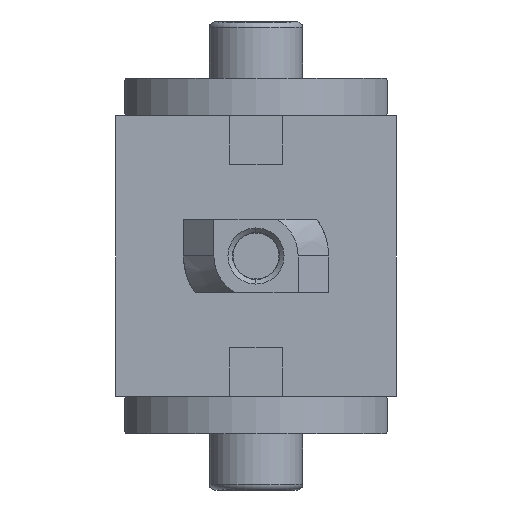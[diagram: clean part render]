
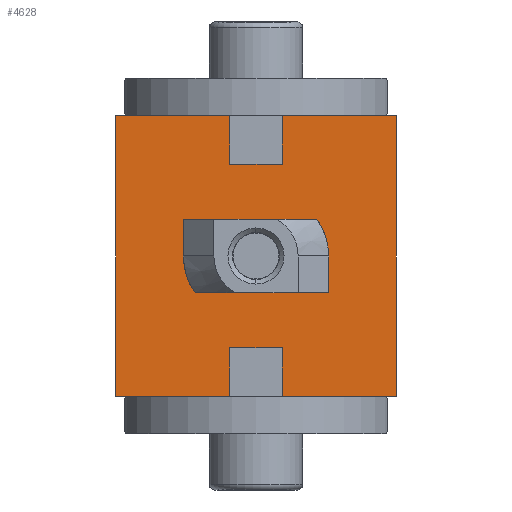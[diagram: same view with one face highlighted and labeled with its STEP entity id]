
A CAD part, front view. The second image highlights one B-rep face of the part: STEP entity #4628.
In plain terms, the highlighted planar face has unit normal (0, -1, 0).
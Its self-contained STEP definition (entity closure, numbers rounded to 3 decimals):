
#27 = ORIENTED_EDGE ( 'NONE', *, *, #2715, .F. ) ;
#74 = CARTESIAN_POINT ( 'NONE',  ( -2.8, -7.5, 5.2 ) ) ;
#76 = EDGE_CURVE ( 'NONE', #4807, #449, #1707, .T. ) ;
#92 = ORIENTED_EDGE ( 'NONE', *, *, #424, .F. ) ;
#203 = DIRECTION ( 'NONE',  ( 0., 0., -1. ) ) ;
#272 = VERTEX_POINT ( 'NONE', #1794 ) ;
#285 = VERTEX_POINT ( 'NONE', #4320 ) ;
#305 = VECTOR ( 'NONE', #3043, 1000. ) ;
#424 = EDGE_CURVE ( 'NONE', #2840, #3931, #4184, .T. ) ;
#439 = CARTESIAN_POINT ( 'NONE',  ( 15., -7.5, 30. ) ) ;
#449 = VERTEX_POINT ( 'NONE', #4809 ) ;
#451 = ORIENTED_EDGE ( 'NONE', *, *, #3109, .T. ) ;
#457 = EDGE_LOOP ( 'NONE', ( #92, #3206 ) ) ;
#470 = CARTESIAN_POINT ( 'NONE',  ( -15., -7.5, 30. ) ) ;
#491 = ORIENTED_EDGE ( 'NONE', *, *, #4329, .F. ) ;
#500 = DIRECTION ( 'NONE',  ( 1., 0., 0. ) ) ;
#535 = VERTEX_POINT ( 'NONE', #2711 ) ;
#608 = CARTESIAN_POINT ( 'NONE',  ( 0., -7.5, 18.325 ) ) ;
#697 = LINE ( 'NONE', #4264, #4582 ) ;
#737 = PLANE ( 'NONE',  #3938 ) ;
#797 = CARTESIAN_POINT ( 'NONE',  ( -2.8, -7.5, 24.8 ) ) ;
#833 = CARTESIAN_POINT ( 'NONE',  ( 0., -7.5, 15. ) ) ;
#836 = LINE ( 'NONE', #74, #5129 ) ;
#949 = CARTESIAN_POINT ( 'NONE',  ( -15., -7.5, 30. ) ) ;
#1008 = CARTESIAN_POINT ( 'NONE',  ( -15., -7.5, 0. ) ) ;
#1096 = VECTOR ( 'NONE', #4544, 1000. ) ;
#1143 = VERTEX_POINT ( 'NONE', #797 ) ;
#1165 = FACE_OUTER_BOUND ( 'NONE', #2999, .T. ) ;
#1250 = ORIENTED_EDGE ( 'NONE', *, *, #2796, .T. ) ;
#1271 = CARTESIAN_POINT ( 'NONE',  ( 2.8, -7.5, 24.8 ) ) ;
#1345 = EDGE_CURVE ( 'NONE', #1143, #4807, #4178, .T. ) ;
#1356 = VERTEX_POINT ( 'NONE', #3657 ) ;
#1367 = DIRECTION ( 'NONE',  ( 1., 0., 0. ) ) ;
#1448 = VECTOR ( 'NONE', #2213, 1000. ) ;
#1567 = LINE ( 'NONE', #4173, #4055 ) ;
#1633 = DIRECTION ( 'NONE',  ( 0., -1., 0. ) ) ;
#1693 = DIRECTION ( 'NONE',  ( 0., 0., -1. ) ) ;
#1705 = EDGE_CURVE ( 'NONE', #2967, #285, #4808, .T. ) ;
#1707 = LINE ( 'NONE', #1271, #305 ) ;
#1794 = CARTESIAN_POINT ( 'NONE',  ( -2.8, -7.5, 0. ) ) ;
#1807 = CARTESIAN_POINT ( 'NONE',  ( 2.8, -7.5, 24.8 ) ) ;
#1924 = VECTOR ( 'NONE', #3608, 1000. ) ;
#1951 = EDGE_CURVE ( 'NONE', #3307, #5306, #2192, .T. ) ;
#2192 = LINE ( 'NONE', #3894, #4515 ) ;
#2193 = EDGE_CURVE ( 'NONE', #3931, #2840, #5355, .T. ) ;
#2213 = DIRECTION ( 'NONE',  ( 0., 0., 1. ) ) ;
#2353 = AXIS2_PLACEMENT_3D ( 'NONE', #5650, #3466, #1693 ) ;
#2418 = CARTESIAN_POINT ( 'NONE',  ( -15., -7.5, 30. ) ) ;
#2563 = DIRECTION ( 'NONE',  ( 0., 0., 1. ) ) ;
#2579 = ORIENTED_EDGE ( 'NONE', *, *, #2903, .F. ) ;
#2604 = DIRECTION ( 'NONE',  ( 0., 0., -1. ) ) ;
#2711 = CARTESIAN_POINT ( 'NONE',  ( -15., -7.5, 0. ) ) ;
#2715 = EDGE_CURVE ( 'NONE', #449, #3503, #3578, .T. ) ;
#2758 = VECTOR ( 'NONE', #3765, 1000. ) ;
#2796 = EDGE_CURVE ( 'NONE', #535, #272, #4580, .T. ) ;
#2840 = VERTEX_POINT ( 'NONE', #3739 ) ;
#2903 = EDGE_CURVE ( 'NONE', #1356, #5692, #5119, .T. ) ;
#2967 = VERTEX_POINT ( 'NONE', #2418 ) ;
#2977 = ORIENTED_EDGE ( 'NONE', *, *, #4902, .F. ) ;
#2995 = CARTESIAN_POINT ( 'NONE',  ( -15., -7.5, 30. ) ) ;
#2999 = EDGE_LOOP ( 'NONE', ( #491, #2579, #2977, #3157, #5173, #27, #3492, #3305, #3229, #3212, #451, #1250 ) ) ;
#3039 = DIRECTION ( 'NONE',  ( 1., 0., 0. ) ) ;
#3043 = DIRECTION ( 'NONE',  ( 0., 0., 1. ) ) ;
#3109 = EDGE_CURVE ( 'NONE', #2967, #535, #3233, .T. ) ;
#3157 = ORIENTED_EDGE ( 'NONE', *, *, #1951, .T. ) ;
#3199 = CARTESIAN_POINT ( 'NONE',  ( -15., -7.5, 30. ) ) ;
#3206 = ORIENTED_EDGE ( 'NONE', *, *, #2193, .F. ) ;
#3212 = ORIENTED_EDGE ( 'NONE', *, *, #1705, .F. ) ;
#3229 = ORIENTED_EDGE ( 'NONE', *, *, #3292, .F. ) ;
#3233 = LINE ( 'NONE', #3199, #1096 ) ;
#3292 = EDGE_CURVE ( 'NONE', #285, #1143, #1567, .T. ) ;
#3305 = ORIENTED_EDGE ( 'NONE', *, *, #1345, .F. ) ;
#3307 = VERTEX_POINT ( 'NONE', #5110 ) ;
#3325 = VECTOR ( 'NONE', #1367, 1000. ) ;
#3465 = LINE ( 'NONE', #5501, #1448 ) ;
#3466 = DIRECTION ( 'NONE',  ( 0., -1., 0. ) ) ;
#3492 = ORIENTED_EDGE ( 'NONE', *, *, #76, .F. ) ;
#3503 = VERTEX_POINT ( 'NONE', #439 ) ;
#3561 = CARTESIAN_POINT ( 'NONE',  ( 15., -7.5, 0. ) ) ;
#3578 = LINE ( 'NONE', #949, #4596 ) ;
#3608 = DIRECTION ( 'NONE',  ( 1., 0., 0. ) ) ;
#3657 = CARTESIAN_POINT ( 'NONE',  ( 2.8, -7.5, 5.2 ) ) ;
#3739 = CARTESIAN_POINT ( 'NONE',  ( 0., -7.5, 11.675 ) ) ;
#3765 = DIRECTION ( 'NONE',  ( -1., 0., 0. ) ) ;
#3894 = CARTESIAN_POINT ( 'NONE',  ( -15., -7.5, 0. ) ) ;
#3931 = VERTEX_POINT ( 'NONE', #608 ) ;
#3938 = AXIS2_PLACEMENT_3D ( 'NONE', #2995, #5530, #2563 ) ;
#3968 = VECTOR ( 'NONE', #5069, 1000. ) ;
#4055 = VECTOR ( 'NONE', #203, 1000. ) ;
#4173 = CARTESIAN_POINT ( 'NONE',  ( -2.8, -7.5, 24.8 ) ) ;
#4178 = LINE ( 'NONE', #5039, #3968 ) ;
#4184 = CIRCLE ( 'NONE', #2353, 3.325 ) ;
#4264 = CARTESIAN_POINT ( 'NONE',  ( 15., -7.5, 30. ) ) ;
#4293 = DIRECTION ( 'NONE',  ( 0., 0., -1. ) ) ;
#4320 = CARTESIAN_POINT ( 'NONE',  ( -2.8, -7.5, 30. ) ) ;
#4329 = EDGE_CURVE ( 'NONE', #5692, #272, #836, .T. ) ;
#4515 = VECTOR ( 'NONE', #3039, 1000. ) ;
#4544 = DIRECTION ( 'NONE',  ( 0., 0., -1. ) ) ;
#4580 = LINE ( 'NONE', #1008, #1924 ) ;
#4582 = VECTOR ( 'NONE', #4293, 1000. ) ;
#4596 = VECTOR ( 'NONE', #500, 1000. ) ;
#4628 = ADVANCED_FACE ( 'NONE', ( #4688, #1165 ), #737, .F. ) ;
#4670 = EDGE_CURVE ( 'NONE', #3503, #5306, #697, .T. ) ;
#4687 = CARTESIAN_POINT ( 'NONE',  ( -2.8, -7.5, 5.2 ) ) ;
#4688 = FACE_BOUND ( 'NONE', #457, .T. ) ;
#4807 = VERTEX_POINT ( 'NONE', #1807 ) ;
#4808 = LINE ( 'NONE', #470, #3325 ) ;
#4809 = CARTESIAN_POINT ( 'NONE',  ( 2.8, -7.5, 30. ) ) ;
#4842 = DIRECTION ( 'NONE',  ( 0., 0., -1. ) ) ;
#4902 = EDGE_CURVE ( 'NONE', #3307, #1356, #3465, .T. ) ;
#5039 = CARTESIAN_POINT ( 'NONE',  ( -2.8, -7.5, 24.8 ) ) ;
#5069 = DIRECTION ( 'NONE',  ( 1., 0., 0. ) ) ;
#5110 = CARTESIAN_POINT ( 'NONE',  ( 2.8, -7.5, 0. ) ) ;
#5119 = LINE ( 'NONE', #4687, #2758 ) ;
#5129 = VECTOR ( 'NONE', #4842, 1000. ) ;
#5173 = ORIENTED_EDGE ( 'NONE', *, *, #4670, .F. ) ;
#5306 = VERTEX_POINT ( 'NONE', #3561 ) ;
#5355 = CIRCLE ( 'NONE', #5444, 3.325 ) ;
#5444 = AXIS2_PLACEMENT_3D ( 'NONE', #833, #1633, #2604 ) ;
#5501 = CARTESIAN_POINT ( 'NONE',  ( 2.8, -7.5, 5.2 ) ) ;
#5530 = DIRECTION ( 'NONE',  ( 0., 1., 0. ) ) ;
#5603 = CARTESIAN_POINT ( 'NONE',  ( -2.8, -7.5, 5.2 ) ) ;
#5650 = CARTESIAN_POINT ( 'NONE',  ( 0., -7.5, 15. ) ) ;
#5692 = VERTEX_POINT ( 'NONE', #5603 ) ;
